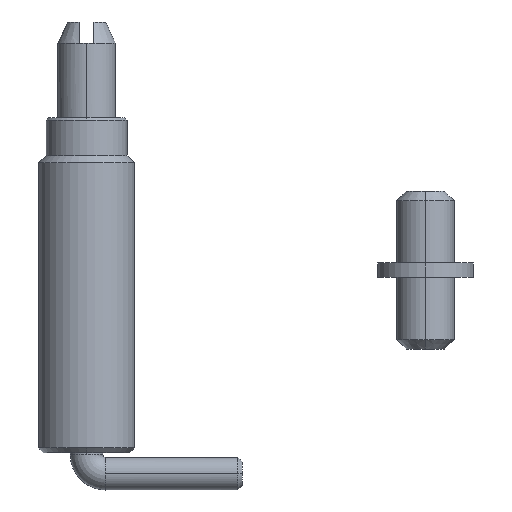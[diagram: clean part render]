
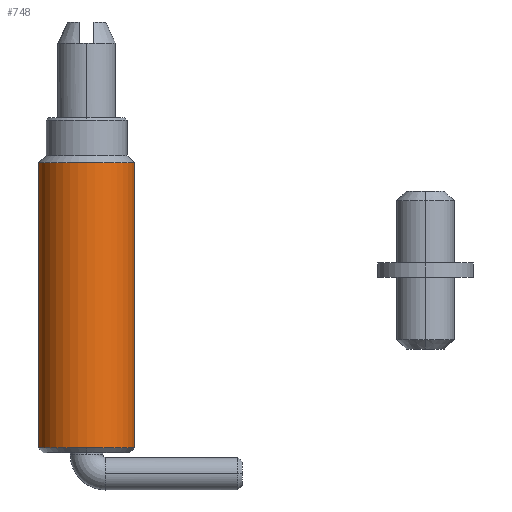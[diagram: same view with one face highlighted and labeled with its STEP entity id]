
A CAD part, top view. The second image highlights one B-rep face of the part: STEP entity #748.
In plain terms, the highlighted cylindrical face has radius 5 mm (diameter 10 mm), a partial arc.
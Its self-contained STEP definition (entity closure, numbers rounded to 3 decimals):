
#13 = DIRECTION ( 'NONE',  ( 0., 1., 0. ) ) ;
#75 = EDGE_CURVE ( 'NONE', #605, #787, #108, .T. ) ;
#104 = VECTOR ( 'NONE', #13, 1000. ) ;
#108 = CIRCLE ( 'NONE', #1348, 5. ) ;
#176 = CARTESIAN_POINT ( 'NONE',  ( 5., 30.3, 0. ) ) ;
#190 = DIRECTION ( 'NONE',  ( -1., 0., 0. ) ) ;
#220 = EDGE_LOOP ( 'NONE', ( #1588, #1249, #1282, #996, #1195 ) ) ;
#241 = EDGE_CURVE ( 'NONE', #519, #1197, #492, .T. ) ;
#265 = VERTEX_POINT ( 'NONE', #536 ) ;
#319 = LINE ( 'NONE', #931, #377 ) ;
#363 = CARTESIAN_POINT ( 'NONE',  ( 0., 0., 0. ) ) ;
#377 = VECTOR ( 'NONE', #442, 1000. ) ;
#397 = CIRCLE ( 'NONE', #941, 5. ) ;
#424 = DIRECTION ( 'NONE',  ( 0., 1., 0. ) ) ;
#442 = DIRECTION ( 'NONE',  ( 0., 1., 0. ) ) ;
#492 = CIRCLE ( 'NONE', #1066, 5. ) ;
#519 = VERTEX_POINT ( 'NONE', #612 ) ;
#536 = CARTESIAN_POINT ( 'NONE',  ( 5., 0.5, 0. ) ) ;
#580 = DIRECTION ( 'NONE',  ( 0., -1., 0. ) ) ;
#605 = VERTEX_POINT ( 'NONE', #176 ) ;
#607 = EDGE_CURVE ( 'NONE', #519, #787, #319, .T. ) ;
#612 = CARTESIAN_POINT ( 'NONE',  ( -5., 0.5, 0. ) ) ;
#715 = CYLINDRICAL_SURFACE ( 'NONE', #1320, 5. ) ;
#748 = ADVANCED_FACE ( 'NONE', ( #1591 ), #715, .T. ) ;
#761 = LINE ( 'NONE', #880, #104 ) ;
#787 = VERTEX_POINT ( 'NONE', #1116 ) ;
#880 = CARTESIAN_POINT ( 'NONE',  ( 5., 0., 0. ) ) ;
#920 = DIRECTION ( 'NONE',  ( -1., 0., 0. ) ) ;
#931 = CARTESIAN_POINT ( 'NONE',  ( -5., 0., 0. ) ) ;
#941 = AXIS2_PLACEMENT_3D ( 'NONE', #1408, #1306, #920 ) ;
#973 = DIRECTION ( 'NONE',  ( 0., 1., 0. ) ) ;
#996 = ORIENTED_EDGE ( 'NONE', *, *, #1411, .T. ) ;
#1066 = AXIS2_PLACEMENT_3D ( 'NONE', #1543, #424, #1530 ) ;
#1116 = CARTESIAN_POINT ( 'NONE',  ( -5., 30.3, 0. ) ) ;
#1195 = ORIENTED_EDGE ( 'NONE', *, *, #75, .T. ) ;
#1197 = VERTEX_POINT ( 'NONE', #1534 ) ;
#1200 = CARTESIAN_POINT ( 'NONE',  ( 0., 30.3, 0. ) ) ;
#1224 = EDGE_CURVE ( 'NONE', #1197, #265, #397, .T. ) ;
#1249 = ORIENTED_EDGE ( 'NONE', *, *, #241, .T. ) ;
#1282 = ORIENTED_EDGE ( 'NONE', *, *, #1224, .T. ) ;
#1306 = DIRECTION ( 'NONE',  ( 0., 1., 0. ) ) ;
#1320 = AXIS2_PLACEMENT_3D ( 'NONE', #363, #973, #1466 ) ;
#1348 = AXIS2_PLACEMENT_3D ( 'NONE', #1200, #580, #190 ) ;
#1408 = CARTESIAN_POINT ( 'NONE',  ( 0., 0.5, 0. ) ) ;
#1411 = EDGE_CURVE ( 'NONE', #265, #605, #761, .T. ) ;
#1466 = DIRECTION ( 'NONE',  ( 1., 0., 0. ) ) ;
#1530 = DIRECTION ( 'NONE',  ( -1., 0., 0. ) ) ;
#1534 = CARTESIAN_POINT ( 'NONE',  ( 0., 0.5, 5. ) ) ;
#1543 = CARTESIAN_POINT ( 'NONE',  ( 0., 0.5, 0. ) ) ;
#1588 = ORIENTED_EDGE ( 'NONE', *, *, #607, .F. ) ;
#1591 = FACE_OUTER_BOUND ( 'NONE', #220, .T. ) ;
